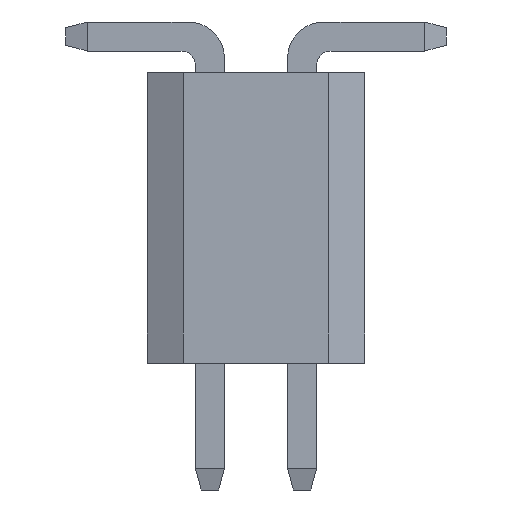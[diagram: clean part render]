
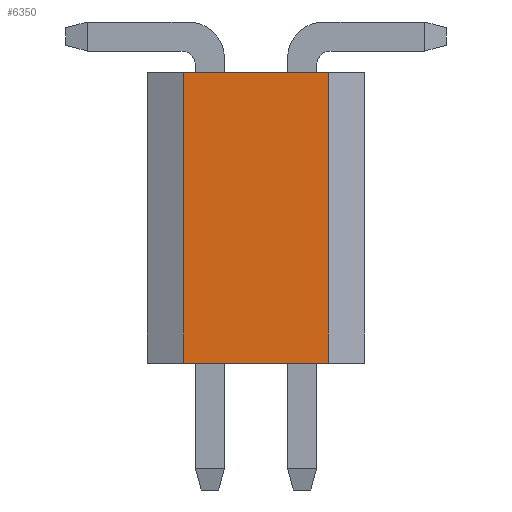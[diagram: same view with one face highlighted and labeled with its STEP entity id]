
A CAD part, left-side view. The second image highlights one B-rep face of the part: STEP entity #6350.
In plain terms, the highlighted planar face has unit normal (-1, 0, 0).
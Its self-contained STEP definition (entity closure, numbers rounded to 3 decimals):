
#149 = VERTEX_POINT ( 'NONE', #5992 ) ;
#241 = VERTEX_POINT ( 'NONE', #5120 ) ;
#257 = PLANE ( 'NONE',  #7208 ) ;
#279 = VERTEX_POINT ( 'NONE', #3632 ) ;
#351 = DIRECTION ( 'NONE',  ( 1., 0., 0. ) ) ;
#848 = DIRECTION ( 'NONE',  ( 0., 1., 0. ) ) ;
#894 = CARTESIAN_POINT ( 'NONE',  ( 7.62, 8.828, 27.25 ) ) ;
#1149 = DIRECTION ( 'NONE',  ( 0., 0., 1. ) ) ;
#1213 = VECTOR ( 'NONE', #7835, 1000. ) ;
#1799 = CARTESIAN_POINT ( 'NONE',  ( 7.62, -1., 4. ) ) ;
#1811 = DIRECTION ( 'NONE',  ( 0., 0., 1. ) ) ;
#1866 = VECTOR ( 'NONE', #6632, 1000. ) ;
#1911 = CARTESIAN_POINT ( 'NONE',  ( 7.62, -1., -0.5 ) ) ;
#2467 = FACE_OUTER_BOUND ( 'NONE', #6265, .T. ) ;
#3632 = CARTESIAN_POINT ( 'NONE',  ( 7.62, 1., 4. ) ) ;
#3658 = VERTEX_POINT ( 'NONE', #1799 ) ;
#4046 = EDGE_CURVE ( 'NONE', #241, #149, #4439, .T. ) ;
#4425 = ORIENTED_EDGE ( 'NONE', *, *, #4639, .F. ) ;
#4439 = LINE ( 'NONE', #5774, #1213 ) ;
#4607 = EDGE_CURVE ( 'NONE', #149, #3658, #4623, .T. ) ;
#4623 = LINE ( 'NONE', #1911, #5086 ) ;
#4639 = EDGE_CURVE ( 'NONE', #279, #3658, #6093, .T. ) ;
#5086 = VECTOR ( 'NONE', #1811, 1000. ) ;
#5120 = CARTESIAN_POINT ( 'NONE',  ( 7.62, 1., 0. ) ) ;
#5774 = CARTESIAN_POINT ( 'NONE',  ( 7.62, 0., 0. ) ) ;
#5992 = CARTESIAN_POINT ( 'NONE',  ( 7.62, -1., 0. ) ) ;
#6093 = LINE ( 'NONE', #6734, #1866 ) ;
#6099 = ORIENTED_EDGE ( 'NONE', *, *, #4607, .T. ) ;
#6265 = EDGE_LOOP ( 'NONE', ( #7535, #6099, #4425, #8842 ) ) ;
#6319 = VECTOR ( 'NONE', #1149, 1000. ) ;
#6350 = ADVANCED_FACE ( 'NONE', ( #2467 ), #257, .F. ) ;
#6632 = DIRECTION ( 'NONE',  ( 0., -1., 0. ) ) ;
#6734 = CARTESIAN_POINT ( 'NONE',  ( 7.62, 0., 4. ) ) ;
#7208 = AXIS2_PLACEMENT_3D ( 'NONE', #894, #351, #848 ) ;
#7253 = EDGE_CURVE ( 'NONE', #241, #279, #8307, .T. ) ;
#7535 = ORIENTED_EDGE ( 'NONE', *, *, #4046, .T. ) ;
#7623 = CARTESIAN_POINT ( 'NONE',  ( 7.62, 1., -0.5 ) ) ;
#7835 = DIRECTION ( 'NONE',  ( 0., -1., 0. ) ) ;
#8307 = LINE ( 'NONE', #7623, #6319 ) ;
#8842 = ORIENTED_EDGE ( 'NONE', *, *, #7253, .F. ) ;
